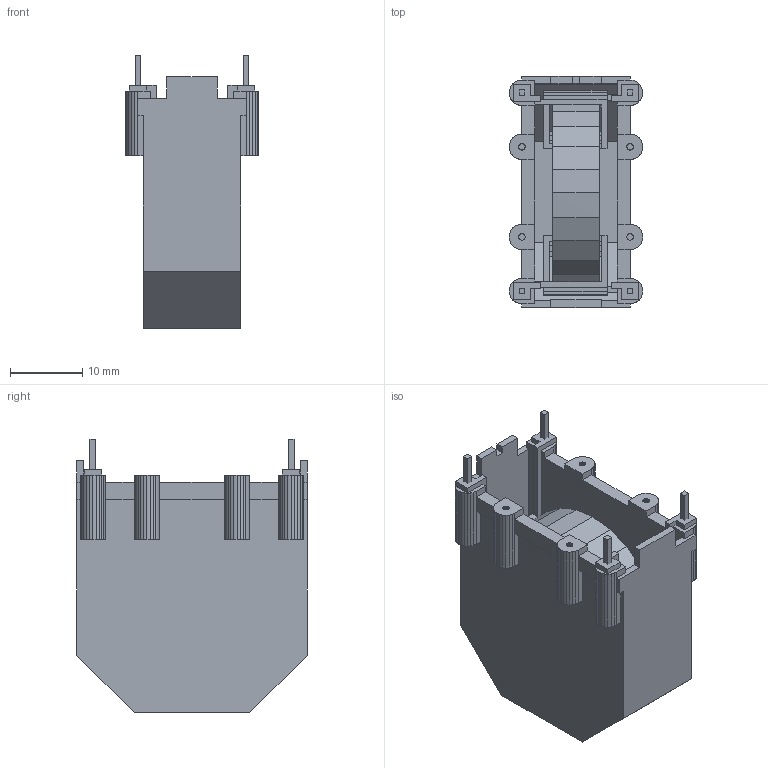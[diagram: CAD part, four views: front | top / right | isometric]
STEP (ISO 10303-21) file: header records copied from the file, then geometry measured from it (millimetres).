
FILE_DESCRIPTION(('FreeCAD Model'),'2;1');
FILE_NAME('X04aVe.stp', '2014-07-08T12:47:45',('FreeCAD'),('FreeCAD'), 'Open CASCADE STEP processor 6.3','FreeCAD','Unknown');
FILE_SCHEMA(('AUTOMOTIVE_DESIGN_CC2 { 1 2 10303 214 -1 1 5 4 }'));
Length unit declared in the file: millimetre
Products named in the file (6): X04aVe002; X04aVe; X04aVe001; X04aVe003; X04aVe004; X04aVe005
Bounding box: 18.5 x 32 x 38 mm (x, y, z)
Volume: 5566.3 mm3; surface area: 9294.1 mm2
Topology: 6 solids, 6 shells, 945 faces, 2728 edges, 1808 vertices
Faces by surface type: plane 680, cylinder 265
Entity records: 69486 total; most frequent: CARTESIAN_POINT 16960, DIRECTION 9257, LINE 5992, VECTOR 5992, ORIENTED_EDGE 5456, PCURVE 5456, DEFINITIONAL_REPRESENTATION 5456, EDGE_CURVE 2728
